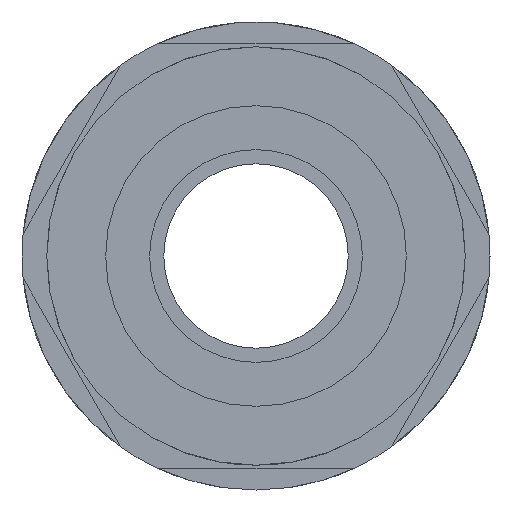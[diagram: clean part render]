
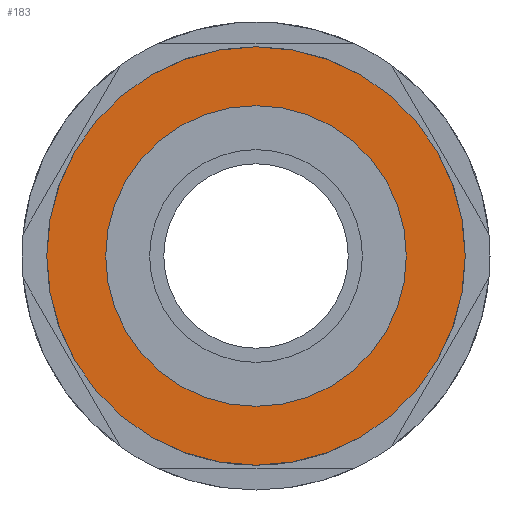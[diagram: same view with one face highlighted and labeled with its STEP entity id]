
A CAD part, left-side view. The second image highlights one B-rep face of the part: STEP entity #183.
In plain terms, the highlighted face is planar.
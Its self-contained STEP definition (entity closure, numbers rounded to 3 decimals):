
#183 = ADVANCED_FACE( '', ( #309, #310 ), #311, .F. );
#309 = FACE_BOUND( '', #548, .T. );
#310 = FACE_OUTER_BOUND( '', #549, .T. );
#311 = PLANE( '', #550 );
#548 = EDGE_LOOP( '', ( #826 ) );
#549 = EDGE_LOOP( '', ( #827 ) );
#550 = AXIS2_PLACEMENT_3D( '', #828, #829, #830 );
#826 = ORIENTED_EDGE( '', *, *, #1488, .F. );
#827 = ORIENTED_EDGE( '', *, *, #1497, .T. );
#828 = CARTESIAN_POINT( '', ( 25., 14.75, 0. ) );
#829 = DIRECTION( '', ( -1., 0., 0. ) );
#830 = DIRECTION( '', ( 0., 0., 1. ) );
#1488 = EDGE_CURVE( '', #1714, #1714, #1715, .T. );
#1497 = EDGE_CURVE( '', #1732, #1732, #1733, .T. );
#1714 = VERTEX_POINT( '', #2099 );
#1715 = CIRCLE( '', #2100, 10.6 );
#1732 = VERTEX_POINT( '', #2117 );
#1733 = CIRCLE( '', #2118, 14.75 );
#2099 = CARTESIAN_POINT( '', ( 25., 10.6, 0. ) );
#2100 = AXIS2_PLACEMENT_3D( '', #2645, #2646, #2647 );
#2117 = CARTESIAN_POINT( '', ( 25., 0., -14.75 ) );
#2118 = AXIS2_PLACEMENT_3D( '', #2672, #2673, #2674 );
#2645 = CARTESIAN_POINT( '', ( 25., 0., 0. ) );
#2646 = DIRECTION( '', ( 1., 0., 0. ) );
#2647 = DIRECTION( '', ( 0., 1., 0. ) );
#2672 = CARTESIAN_POINT( '', ( 25., 0., 0. ) );
#2673 = DIRECTION( '', ( 1., 0., 0. ) );
#2674 = DIRECTION( '', ( 0., 0., -1. ) );
